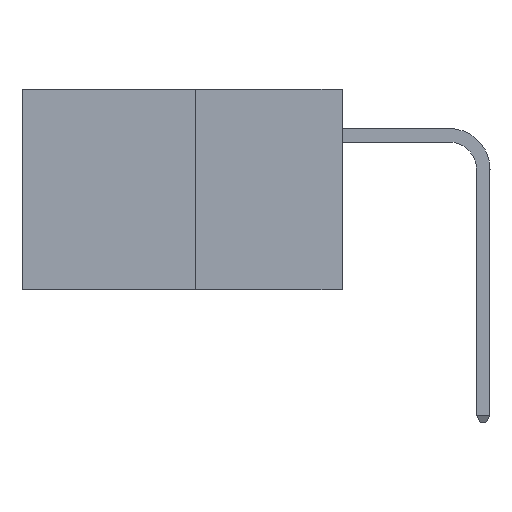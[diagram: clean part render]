
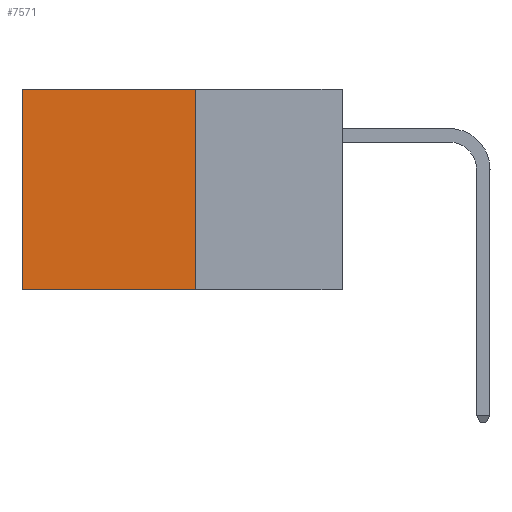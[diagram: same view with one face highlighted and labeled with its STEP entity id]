
A CAD part, left-side view. The second image highlights one B-rep face of the part: STEP entity #7571.
In plain terms, the highlighted planar face has unit normal (-1, 0, 0).
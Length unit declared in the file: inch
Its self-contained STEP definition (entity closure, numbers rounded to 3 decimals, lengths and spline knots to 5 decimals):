
#379 = EDGE_CURVE ( 'NONE', #3102, #946, #6107, .T. ) ;
#462 = DIRECTION ( 'NONE',  ( 1., 0., 0. ) ) ;
#806 = CARTESIAN_POINT ( 'NONE',  ( 0.277, 0.27, -0.37 ) ) ;
#946 = VERTEX_POINT ( 'NONE', #806 ) ;
#1020 = CARTESIAN_POINT ( 'NONE',  ( 0.277, 0.59, 0. ) ) ;
#1263 = CARTESIAN_POINT ( 'NONE',  ( 0.277, 0.27, 0. ) ) ;
#1345 = DIRECTION ( 'NONE',  ( 0., 1., 0. ) ) ;
#1478 = EDGE_CURVE ( 'NONE', #7953, #4581, #4074, .T. ) ;
#1567 = LINE ( 'NONE', #7773, #6446 ) ;
#1695 = ORIENTED_EDGE ( 'NONE', *, *, #1478, .T. ) ;
#1992 = ORIENTED_EDGE ( 'NONE', *, *, #379, .F. ) ;
#2110 = ORIENTED_EDGE ( 'NONE', *, *, #8175, .T. ) ;
#2204 = ORIENTED_EDGE ( 'NONE', *, *, #5998, .F. ) ;
#2680 = CARTESIAN_POINT ( 'NONE',  ( 0.277, 0.27, 0. ) ) ;
#3102 = VERTEX_POINT ( 'NONE', #2680 ) ;
#3591 = CARTESIAN_POINT ( 'NONE',  ( 0.277, 0.59, -0.37 ) ) ;
#4074 = LINE ( 'NONE', #3591, #8931 ) ;
#4148 = PLANE ( 'NONE',  #8512 ) ;
#4581 = VERTEX_POINT ( 'NONE', #11852 ) ;
#4995 = DIRECTION ( 'NONE',  ( 0., 1., 0. ) ) ;
#5347 = EDGE_LOOP ( 'NONE', ( #1695, #2204, #1992, #2110 ) ) ;
#5962 = DIRECTION ( 'NONE',  ( 0., 0., -1. ) ) ;
#5986 = FACE_OUTER_BOUND ( 'NONE', #5347, .T. ) ;
#5998 = EDGE_CURVE ( 'NONE', #946, #4581, #1567, .T. ) ;
#6024 = CARTESIAN_POINT ( 'NONE',  ( 0.277, 0.27, -0.37 ) ) ;
#6107 = LINE ( 'NONE', #8629, #11165 ) ;
#6446 = VECTOR ( 'NONE', #1345, 39.37008 ) ;
#6925 = DIRECTION ( 'NONE',  ( 0., 0., -1. ) ) ;
#7571 = ADVANCED_FACE ( 'NONE', ( #5986 ), #4148, .F. ) ;
#7773 = CARTESIAN_POINT ( 'NONE',  ( 0.277, 0.27, -0.37 ) ) ;
#7953 = VERTEX_POINT ( 'NONE', #1020 ) ;
#8175 = EDGE_CURVE ( 'NONE', #3102, #7953, #9104, .T. ) ;
#8512 = AXIS2_PLACEMENT_3D ( 'NONE', #6024, #462, #6925 ) ;
#8629 = CARTESIAN_POINT ( 'NONE',  ( 0.277, 0.27, -0.37 ) ) ;
#8931 = VECTOR ( 'NONE', #11724, 39.37008 ) ;
#9104 = LINE ( 'NONE', #1263, #11164 ) ;
#11164 = VECTOR ( 'NONE', #4995, 39.37008 ) ;
#11165 = VECTOR ( 'NONE', #5962, 39.37008 ) ;
#11724 = DIRECTION ( 'NONE',  ( 0., 0., -1. ) ) ;
#11852 = CARTESIAN_POINT ( 'NONE',  ( 0.277, 0.59, -0.37 ) ) ;
